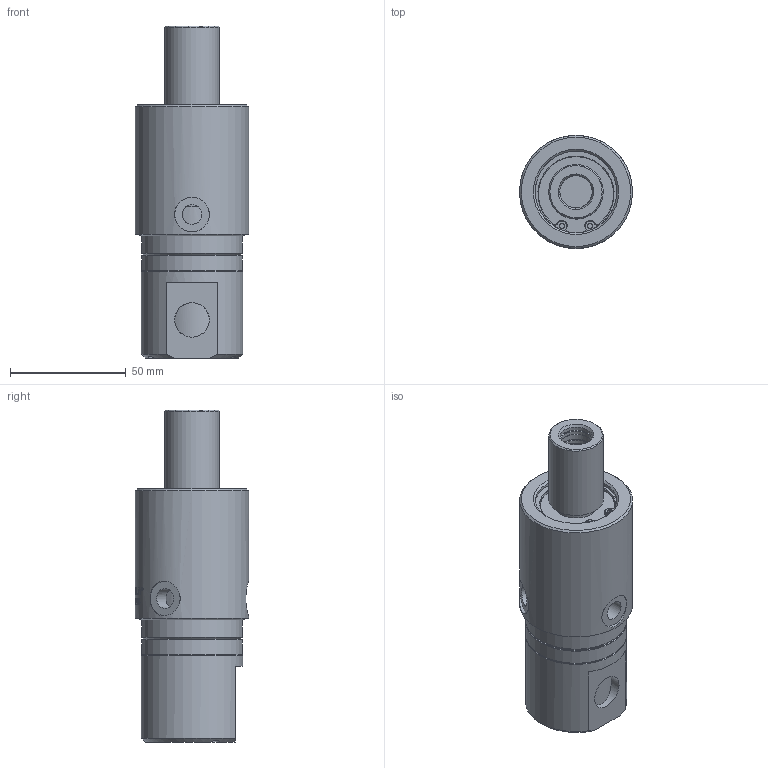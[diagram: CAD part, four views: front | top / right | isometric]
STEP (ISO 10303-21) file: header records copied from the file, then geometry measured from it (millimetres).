
FILE_DESCRIPTION(/* description */ (''),/* implementation_level */ '2;1');
FILE_NAME(/* name */ '1109-402-403-IC.stp',/* time_stamp */ '2020-05-21T12:49:16-05:00',/* author */ ('dyurkovich'),/* organization */ (''),/* preprocessor_version */ 'ST-DEVELOPER v18',/* originating_system */ 'Autodesk Inventor 2020',/* authorisation */ '');
FILE_SCHEMA (('AUTOMOTIVE_DESIGN { 1 0 10303 214 3 1 1 }'));
Products named in the file (1): 1109-402-403-IC
Bounding box: 48.96 x 48.96 x 143.7 mm (x, y, z)
Volume: 188787.8 mm3; surface area: 30614.9 mm2
Topology: 1 solids, 7 shells, 503 faces, 1319 edges, 884 vertices
Faces by surface type: plane 172, bspline 171, cylinder 112, torus 28, cone 20
Full cylindrical faces by diameter (mm): 2 x2, 7.2 x3, 8.566 x3, 14 x2, 14.11 x3, 14.95 x1, 15 x3, 16.7 x4, 18.16 x1, 18.72 x1, 18.93 x2, 23.6 x1, 35.27 x1, 37.25 x1, 43.6 x2, 43.76 x1, 48.958 x1
Entity records: 57638 total; most frequent: CARTESIAN_POINT 45717, ORIENTED_EDGE 2632, DIRECTION 2097, EDGE_CURVE 1316, VERTEX_POINT 884, AXIS2_PLACEMENT_3D 813, EDGE_LOOP 562, FACE_OUTER_BOUND 503
